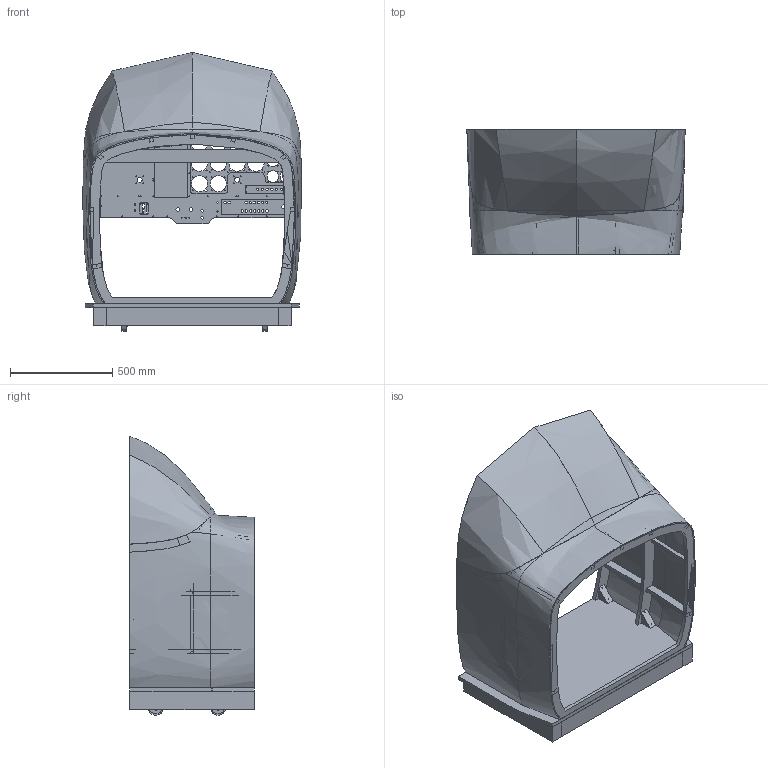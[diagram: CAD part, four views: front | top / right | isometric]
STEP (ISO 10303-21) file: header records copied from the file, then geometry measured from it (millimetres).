
FILE_DESCRIPTION(/* description */ (''),/* implementation_level */ '2;1');
FILE_NAME(/* name */ '2-1-100 Full Shell_v67.step',/* time_stamp */ '2021-07-04T12:17:45-06:00',/* author */ (''),/* organization */ (''),/* preprocessor_version */ 'ST-DEVELOPER v18.1',/* originating_system */ 'Autodesk Translation Framework v10.9.0.1377',/* authorisation */ '');
FILE_SCHEMA (('AUTOMOTIVE_DESIGN { 1 0 10303 214 3 1 1 }'));
Products named in the file (12): 2-1-100 Full Shell; 2-1-100 Structure; Sheathing; Support Blocks; Standard Spacing Block 90 degree; 2-1-200 Wooden Base; 1-1 Shell Complete Assy_2358T53; 2-1-300 Instrument Panel; 2-1-400 Instrument Panel Support; Hardware; 2-1-500 Windshield; sweep (draft)
Assembly tree (17 placements, depth 4):
  2-1-100 Full Shell
    2-1-100 Structure
      Sheathing
      Support Blocks
        Standard Spacing Block 90 degree  x4
    2-1-200 Wooden Base
      1-1 Shell Complete Assy_2358T53  x4
    2-1-300 Instrument Panel
    2-1-400 Instrument Panel Support
      Hardware
    2-1-500 Windshield
    sweep (draft)
Bounding box: 1066.74 x 610.05 x 1363.89 mm (x, y, z)
Volume: 56236139.6 mm3; surface area: 9052921.7 mm2
Topology: 45 solids, 45 shells, 1409 faces, 3627 edges, 2341 vertices
Faces by surface type: plane 612, cylinder 496, bspline 227, cone 62, torus 12
Full cylindrical faces by diameter (mm): 2.218 x2, 3.175 x16, 3.55 x20, 3.56 x8, 4 x109, 4.2 x16, 4.223 x4, 4.5 x12, 4.762 x16, 4.826 x1, 5.2 x20, 6.35 x1, 7 x1, 7.15 x8, 7.5 x2, 9.728 x6, 11.8 x15, 13.487 x4, 18.999 x4, 24.994 x1, 25 x2, 35.338 x4, 56.735 x5, 60.655 x8, 79 x5
Entity records: 48917 total; most frequent: CARTESIAN_POINT 21448, ORIENTED_EDGE 5754, DIRECTION 5031, EDGE_CURVE 2877, VERTEX_POINT 1879, AXIS2_PLACEMENT_3D 1784, EDGE_LOOP 1636, LINE 1463
